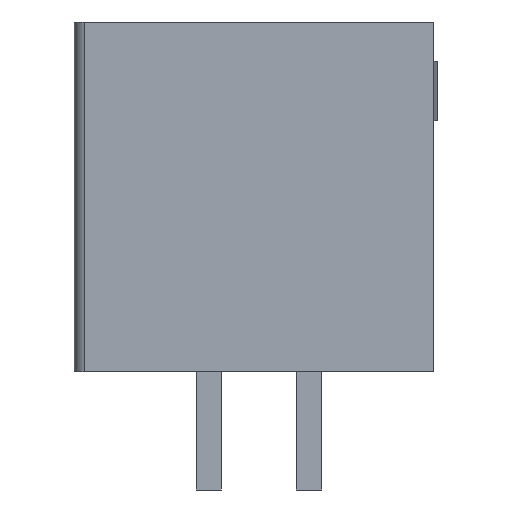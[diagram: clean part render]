
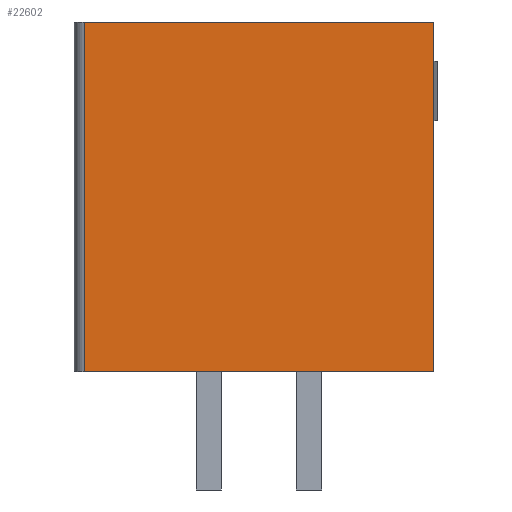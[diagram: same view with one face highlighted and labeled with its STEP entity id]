
A CAD part, left-side view. The second image highlights one B-rep face of the part: STEP entity #22602.
In plain terms, the highlighted planar face has unit normal (-1, 0, 0).
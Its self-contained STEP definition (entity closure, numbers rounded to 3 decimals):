
#51 = VERTEX_POINT('',#52);
#52 = CARTESIAN_POINT('',(-5.1,-3.155,8.85));
#58 = EDGE_CURVE('',#51,#59,#61,.T.);
#59 = VERTEX_POINT('',#60);
#60 = CARTESIAN_POINT('',(-5.1,-3.155,0.));
#61 = LINE('',#62,#63);
#62 = CARTESIAN_POINT('',(-5.1,-3.155,8.85));
#63 = VECTOR('',#64,1.);
#64 = DIRECTION('',(0.,0.,-1.));
#261 = VERTEX_POINT('',#262);
#262 = CARTESIAN_POINT('',(-5.1,5.695,0.));
#268 = EDGE_CURVE('',#269,#261,#271,.T.);
#269 = VERTEX_POINT('',#270);
#270 = CARTESIAN_POINT('',(-5.1,5.695,8.85));
#271 = LINE('',#272,#273);
#272 = CARTESIAN_POINT('',(-5.1,5.695,8.85));
#273 = VECTOR('',#274,1.);
#274 = DIRECTION('',(0.,0.,-1.));
#8234 = EDGE_CURVE('',#261,#59,#8235,.T.);
#8235 = LINE('',#8236,#8237);
#8236 = CARTESIAN_POINT('',(-5.1,5.695,0.));
#8237 = VECTOR('',#8238,1.);
#8238 = DIRECTION('',(0.,-1.,0.));
#22602 = ADVANCED_FACE('',(#22603),#22614,.F.);
#22603 = FACE_BOUND('',#22604,.T.);
#22604 = EDGE_LOOP('',(#22605,#22606,#22607,#22613));
#22605 = ORIENTED_EDGE('',*,*,#8234,.T.);
#22606 = ORIENTED_EDGE('',*,*,#58,.F.);
#22607 = ORIENTED_EDGE('',*,*,#22608,.F.);
#22608 = EDGE_CURVE('',#269,#51,#22609,.T.);
#22609 = LINE('',#22610,#22611);
#22610 = CARTESIAN_POINT('',(-5.1,5.695,8.85));
#22611 = VECTOR('',#22612,1.);
#22612 = DIRECTION('',(0.,-1.,0.));
#22613 = ORIENTED_EDGE('',*,*,#268,.T.);
#22614 = PLANE('',#22615);
#22615 = AXIS2_PLACEMENT_3D('',#22616,#22617,#22618);
#22616 = CARTESIAN_POINT('',(-5.1,5.695,8.85));
#22617 = DIRECTION('',(1.,0.,0.));
#22618 = DIRECTION('',(0.,1.,0.));
